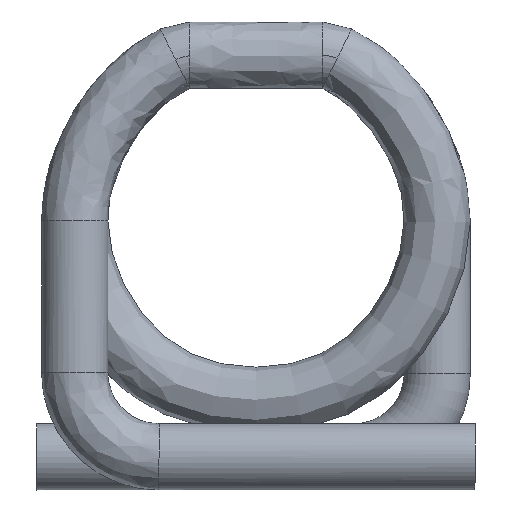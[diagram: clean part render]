
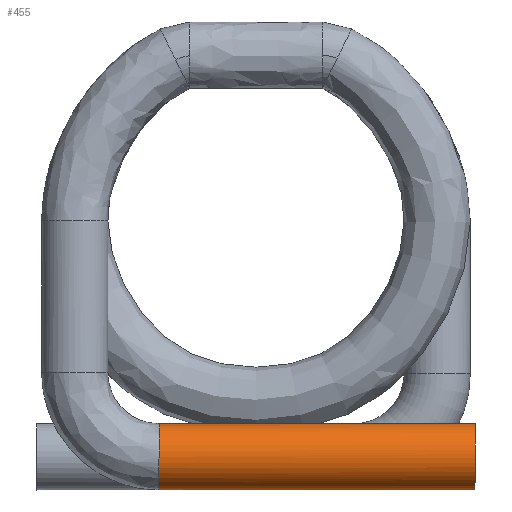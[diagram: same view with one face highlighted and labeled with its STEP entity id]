
A CAD part, left-side view. The second image highlights one B-rep face of the part: STEP entity #455.
In plain terms, the highlighted free-form (B-spline) face has degree [3, 1] with [7, 2] control points.
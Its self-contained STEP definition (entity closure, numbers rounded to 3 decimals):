
#455=ADVANCED_FACE('',(#2058),#2060,.T.);
#2058=FACE_BOUND('',#2059,.T.);
#2059=EDGE_LOOP('',(#2247,#2248,#2249,#2250));
#2060=(BOUNDED_SURFACE()B_SPLINE_SURFACE(3,1,(
(#2061,#2062),
(#2063,#2064),
(#2065,#2066),
(#2067,#2068),
(#2069,#2070),
(#2071,#2072),
(#2073,#2074)),
.UNSPECIFIED.,.F.,.F.,.F.)B_SPLINE_SURFACE_WITH_KNOTS((4,3,4),
(2,2),
(0.,0.5,1.),
(0.,1.),
.UNSPECIFIED.)GEOMETRIC_REPRESENTATION_ITEM()RATIONAL_B_SPLINE_SURFACE((
(1.,1.),
(0.805,0.805),
(0.805,0.805),
(1.,1.),
(0.805,0.805),
(0.805,0.805),
(1.,1.)))REPRESENTATION_ITEM('')SURFACE());
#2061=CARTESIAN_POINT('',(0.584,-1.222,-2.235));
#2062=CARTESIAN_POINT('',(-1.321,-1.222,-2.235));
#2063=CARTESIAN_POINT('',(0.584,-1.222,-2.352));
#2064=CARTESIAN_POINT('',(-1.321,-1.222,-2.352));
#2065=CARTESIAN_POINT('',(0.584,-1.305,-2.435));
#2066=CARTESIAN_POINT('',(-1.321,-1.305,-2.435));
#2067=CARTESIAN_POINT('',(0.584,-1.422,-2.435));
#2068=CARTESIAN_POINT('',(-1.321,-1.422,-2.435));
#2069=CARTESIAN_POINT('',(0.585,-1.54,-2.435));
#2070=CARTESIAN_POINT('',(-1.32,-1.54,-2.435));
#2071=CARTESIAN_POINT('',(0.585,-1.622,-2.352));
#2072=CARTESIAN_POINT('',(-1.32,-1.622,-2.352));
#2073=CARTESIAN_POINT('',(0.585,-1.622,-2.235));
#2074=CARTESIAN_POINT('',(-1.32,-1.622,-2.235));
#2247=ORIENTED_EDGE('',*,*,#2335,.T.);
#2248=ORIENTED_EDGE('',*,*,#2333,.F.);
#2249=ORIENTED_EDGE('',*,*,#2336,.T.);
#2250=ORIENTED_EDGE('',*,*,#2337,.T.);
#2333=EDGE_CURVE('',#2467,#2465,#2469,.T.);
#2335=EDGE_CURVE('',#2471,#2465,#2472,.T.);
#2336=EDGE_CURVE('',#2467,#2473,#2474,.T.);
#2337=EDGE_CURVE('',#2473,#2471,#2475,.T.);
#2465=VERTEX_POINT('',#3219);
#2467=VERTEX_POINT('',#3224);
#2469=CIRCLE('',#3229,0.2);
#2471=VERTEX_POINT('',#3237);
#2472=LINE('',#3238,#3239);
#2473=VERTEX_POINT('',#3241);
#2474=LINE('',#3242,#3243);
#2475=(BOUNDED_CURVE()B_SPLINE_CURVE(3,
(#3245,#3246,#3247,#3248,#3249,#3250,#3251),
.UNSPECIFIED.,.F.,.F.)B_SPLINE_CURVE_WITH_KNOTS((4,3,4),
(0.,0.5,1.),
.UNSPECIFIED.)CURVE()GEOMETRIC_REPRESENTATION_ITEM()RATIONAL_B_SPLINE_CURVE((1.,
0.805,0.805,1.,0.805,0.805,1.))
REPRESENTATION_ITEM(''));
#3219=CARTESIAN_POINT('',(0.584,-1.222,-2.235));
#3224=CARTESIAN_POINT('',(0.585,-1.622,-2.235));
#3229=AXIS2_PLACEMENT_3D('',#3230,#3231,#3232);
#3230=CARTESIAN_POINT('',(0.584,-1.422,-2.235));
#3231=DIRECTION('',(1.,0.003,0.));
#3232=DIRECTION('',(0.003,-1.,0.));
#3237=CARTESIAN_POINT('',(-1.321,-1.222,-2.235));
#3238=CARTESIAN_POINT('',(-1.321,-1.222,-2.235));
#3239=VECTOR('',#3240,1.);
#3240=DIRECTION('',(1.,0.,0.));
#3241=CARTESIAN_POINT('',(-1.32,-1.622,-2.235));
#3242=CARTESIAN_POINT('',(0.585,-1.622,-2.235));
#3243=VECTOR('',#3244,1.);
#3244=DIRECTION('',(-1.,0.,0.));
#3245=CARTESIAN_POINT('',(-1.32,-1.622,-2.235));
#3246=CARTESIAN_POINT('',(-1.32,-1.622,-2.352));
#3247=CARTESIAN_POINT('',(-1.32,-1.54,-2.435));
#3248=CARTESIAN_POINT('',(-1.321,-1.422,-2.435));
#3249=CARTESIAN_POINT('',(-1.321,-1.305,-2.435));
#3250=CARTESIAN_POINT('',(-1.321,-1.222,-2.352));
#3251=CARTESIAN_POINT('',(-1.321,-1.222,-2.235));
